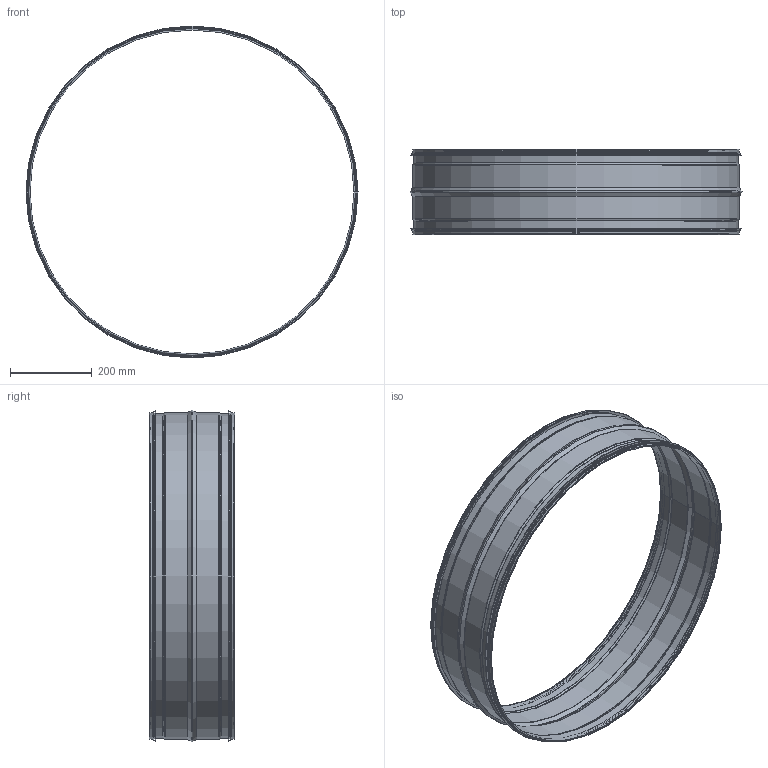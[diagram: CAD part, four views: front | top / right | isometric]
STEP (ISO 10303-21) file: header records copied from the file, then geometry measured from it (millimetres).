
FILE_DESCRIPTION(/* description */ ('Rörämne Nippel'),/* implementation_level */ '2;1');
FILE_NAME(/* name */ 'HI-800.stp',/* time_stamp */ '2015-06-01T14:24:02+02:00',/* author */ ('John'),/* organization */ (''),/* preprocessor_version */ 'ST-DEVELOPER v15.6',/* originating_system */ 'Autodesk Inventor 2015',/* authorisation */ '');
FILE_SCHEMA (('AUTOMOTIVE_DESIGN { 1 0 10303 214 3 1 1 }'));
Length unit declared in the file: millimetre
Products named in the file (3): HIRörämne-800; 999012; HI-800
Assembly tree (3 placements, depth 2):
  HI-800
    HIRörämne-800
    999012  x2
Bounding box: 812.65 x 209 x 812.65 mm (x, y, z)
Volume: 458288.5 mm3; surface area: 1409159.8 mm2
Topology: 3 solids, 3 shells, 116 faces, 222 edges, 118 vertices
Faces by surface type: plane 50, torus 30, cylinder 24, cone 12
Full cylindrical faces by diameter (mm): 792.85 x2, 793.85 x2, 795.05 x2, 797.65 x10, 798.65 x4, 804.05 x2, 809.05 x2
Entity records: 2521 total; most frequent: DIRECTION 476, CARTESIAN_POINT 377, ORIENTED_EDGE 350, AXIS2_PLACEMENT_3D 198, EDGE_CURVE 175, EDGE_LOOP 116, VERTEX_POINT 99, STYLED_ITEM 99
